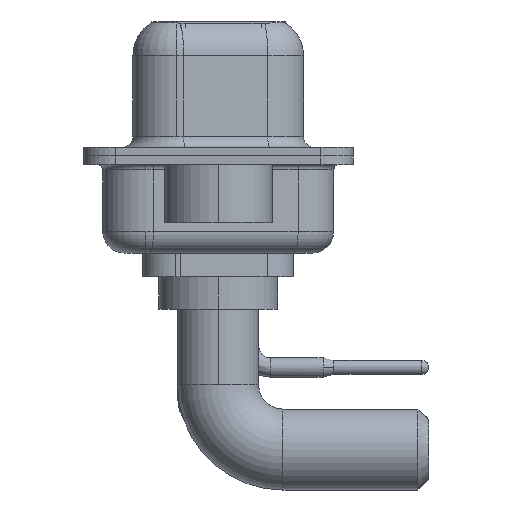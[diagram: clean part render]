
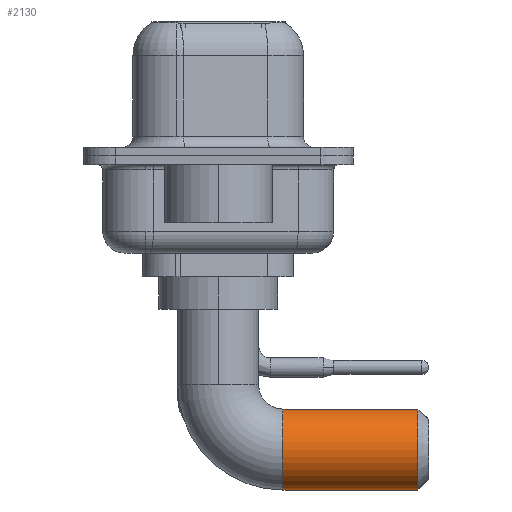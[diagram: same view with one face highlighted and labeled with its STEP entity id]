
A CAD part, left-side view. The second image highlights one B-rep face of the part: STEP entity #2130.
In plain terms, the highlighted cylindrical face has radius 1.875 mm (diameter 3.75 mm), a partial arc.
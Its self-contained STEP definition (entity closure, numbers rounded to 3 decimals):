
#1153 = DIRECTION ( 'NONE',  ( 0., -1., 0. ) ) ;
#1451 = ORIENTED_EDGE ( 'NONE', *, *, #13456, .F. ) ;
#1894 = EDGE_CURVE ( 'NONE', #7845, #16893, #17471, .T. ) ;
#2035 = AXIS2_PLACEMENT_3D ( 'NONE', #10585, #1153, #15113 ) ;
#2130 = ADVANCED_FACE ( 'NONE', ( #11797 ), #13245, .T. ) ;
#3358 = VERTEX_POINT ( 'NONE', #20160 ) ;
#3449 = AXIS2_PLACEMENT_3D ( 'NONE', #10700, #9151, #6151 ) ;
#3826 = VERTEX_POINT ( 'NONE', #18496 ) ;
#3876 = DIRECTION ( 'NONE',  ( 0., 0., -1. ) ) ;
#5399 = CARTESIAN_POINT ( 'NONE',  ( 0., -3., -6.5 ) ) ;
#5646 = VECTOR ( 'NONE', #7540, 1000. ) ;
#6151 = DIRECTION ( 'NONE',  ( 0., 0., -1. ) ) ;
#6691 = ORIENTED_EDGE ( 'NONE', *, *, #7027, .T. ) ;
#7027 = EDGE_CURVE ( 'NONE', #16893, #3826, #18255, .T. ) ;
#7540 = DIRECTION ( 'NONE',  ( 0., -1., 0. ) ) ;
#7628 = ORIENTED_EDGE ( 'NONE', *, *, #10974, .T. ) ;
#7845 = VERTEX_POINT ( 'NONE', #13653 ) ;
#9113 = ORIENTED_EDGE ( 'NONE', *, *, #1894, .T. ) ;
#9151 = DIRECTION ( 'NONE',  ( 0., 1., 0. ) ) ;
#10034 = CARTESIAN_POINT ( 'NONE',  ( 0., -3., -8.375 ) ) ;
#10585 = CARTESIAN_POINT ( 'NONE',  ( 0., -3., -6.5 ) ) ;
#10700 = CARTESIAN_POINT ( 'NONE',  ( 0., -9.25, -6.5 ) ) ;
#10974 = EDGE_CURVE ( 'NONE', #3826, #3358, #11336, .T. ) ;
#11336 = CIRCLE ( 'NONE', #3449, 1.875 ) ;
#11797 = FACE_OUTER_BOUND ( 'NONE', #18185, .T. ) ;
#12081 = CARTESIAN_POINT ( 'NONE',  ( 0., -3., -8.375 ) ) ;
#13245 = CYLINDRICAL_SURFACE ( 'NONE', #15165, 1.875 ) ;
#13410 = LINE ( 'NONE', #16607, #17988 ) ;
#13456 = EDGE_CURVE ( 'NONE', #7845, #3358, #13410, .T. ) ;
#13653 = CARTESIAN_POINT ( 'NONE',  ( 0., -3., -4.625 ) ) ;
#15113 = DIRECTION ( 'NONE',  ( -1., 0., 0. ) ) ;
#15165 = AXIS2_PLACEMENT_3D ( 'NONE', #5399, #16425, #3876 ) ;
#16425 = DIRECTION ( 'NONE',  ( 0., -1., 0. ) ) ;
#16507 = DIRECTION ( 'NONE',  ( 0., -1., 0. ) ) ;
#16607 = CARTESIAN_POINT ( 'NONE',  ( 0., -3., -4.625 ) ) ;
#16893 = VERTEX_POINT ( 'NONE', #10034 ) ;
#17471 = CIRCLE ( 'NONE', #2035, 1.875 ) ;
#17988 = VECTOR ( 'NONE', #16507, 1000. ) ;
#18185 = EDGE_LOOP ( 'NONE', ( #1451, #9113, #6691, #7628 ) ) ;
#18255 = LINE ( 'NONE', #12081, #5646 ) ;
#18496 = CARTESIAN_POINT ( 'NONE',  ( 0., -9.25, -8.375 ) ) ;
#20160 = CARTESIAN_POINT ( 'NONE',  ( 0., -9.25, -4.625 ) ) ;
